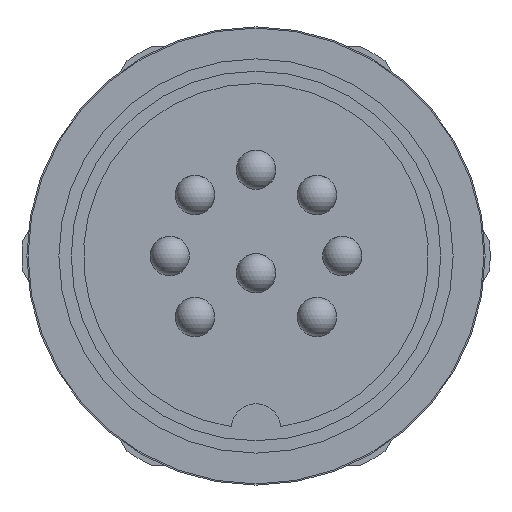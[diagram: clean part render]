
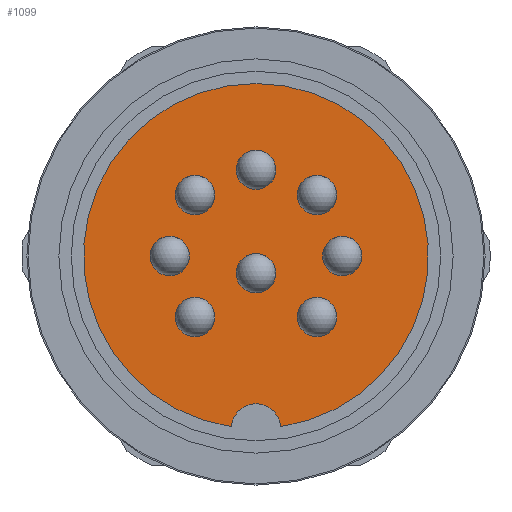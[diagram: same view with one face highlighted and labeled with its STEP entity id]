
A CAD part, front view. The second image highlights one B-rep face of the part: STEP entity #1099.
In plain terms, the highlighted planar face has unit normal (0, -1, 0).
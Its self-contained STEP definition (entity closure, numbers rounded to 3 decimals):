
#597=CARTESIAN_POINT('',(4.3,-22.0,0.));
#598=VERTEX_POINT('',#597);
#607=CARTESIAN_POINT('',(2.7,-22.0,0.));
#608=VERTEX_POINT('',#607);
#609=CARTESIAN_POINT('',(3.5,-22.0,0.0));
#610=DIRECTION('',(0.0,1.0,0.0));
#611=DIRECTION('',(1.0,0.0,0.0));
#612=AXIS2_PLACEMENT_3D('',#609,#610,#611);
#613=CIRCLE('',#612,0.8);
#614=EDGE_CURVE('',#608,#598,#613,.T.);
#639=CARTESIAN_POINT('',(0.8,-22.0,3.5));
#640=VERTEX_POINT('',#639);
#649=CARTESIAN_POINT('',(-0.8,-22.0,3.5));
#650=VERTEX_POINT('',#649);
#651=CARTESIAN_POINT('',(0.0,-22.0,3.5));
#652=DIRECTION('',(0.0,1.0,0.0));
#653=DIRECTION('',(1.0,0.0,0.0));
#654=AXIS2_PLACEMENT_3D('',#651,#652,#653);
#655=CIRCLE('',#654,0.8);
#656=EDGE_CURVE('',#650,#640,#655,.T.);
#681=CARTESIAN_POINT('',(-1.675,-22.0,2.475));
#682=VERTEX_POINT('',#681);
#691=CARTESIAN_POINT('',(-3.275,-22.0,2.475));
#692=VERTEX_POINT('',#691);
#693=CARTESIAN_POINT('',(-2.475,-22.0,2.475));
#694=DIRECTION('',(0.0,1.0,0.0));
#695=DIRECTION('',(1.0,0.0,0.0));
#696=AXIS2_PLACEMENT_3D('',#693,#694,#695);
#697=CIRCLE('',#696,0.8);
#698=EDGE_CURVE('',#692,#682,#697,.T.);
#723=CARTESIAN_POINT('',(-1.675,-22.0,-2.475));
#724=VERTEX_POINT('',#723);
#733=CARTESIAN_POINT('',(-3.275,-22.0,-2.475));
#734=VERTEX_POINT('',#733);
#735=CARTESIAN_POINT('',(-2.475,-22.0,-2.475));
#736=DIRECTION('',(0.0,1.0,0.0));
#737=DIRECTION('',(1.0,0.0,0.0));
#738=AXIS2_PLACEMENT_3D('',#735,#736,#737);
#739=CIRCLE('',#738,0.8);
#740=EDGE_CURVE('',#734,#724,#739,.T.);
#765=CARTESIAN_POINT('',(3.275,-22.0,-2.475));
#766=VERTEX_POINT('',#765);
#775=CARTESIAN_POINT('',(1.675,-22.0,-2.475));
#776=VERTEX_POINT('',#775);
#777=CARTESIAN_POINT('',(2.475,-22.0,-2.475));
#778=DIRECTION('',(0.0,1.0,0.0));
#779=DIRECTION('',(1.0,0.0,0.0));
#780=AXIS2_PLACEMENT_3D('',#777,#778,#779);
#781=CIRCLE('',#780,0.8);
#782=EDGE_CURVE('',#776,#766,#781,.T.);
#807=CARTESIAN_POINT('',(3.275,-22.0,2.475));
#808=VERTEX_POINT('',#807);
#817=CARTESIAN_POINT('',(1.675,-22.0,2.475));
#818=VERTEX_POINT('',#817);
#819=CARTESIAN_POINT('',(2.475,-22.0,2.475));
#820=DIRECTION('',(0.0,1.0,0.0));
#821=DIRECTION('',(1.0,0.0,0.0));
#822=AXIS2_PLACEMENT_3D('',#819,#820,#821);
#823=CIRCLE('',#822,0.8);
#824=EDGE_CURVE('',#818,#808,#823,.T.);
#849=CARTESIAN_POINT('',(-2.7,-22.0,0.));
#850=VERTEX_POINT('',#849);
#859=CARTESIAN_POINT('',(-4.3,-22.0,0.));
#860=VERTEX_POINT('',#859);
#861=CARTESIAN_POINT('',(-3.5,-22.0,0.0));
#862=DIRECTION('',(0.0,1.0,0.0));
#863=DIRECTION('',(1.0,0.0,0.0));
#864=AXIS2_PLACEMENT_3D('',#861,#862,#863);
#865=CIRCLE('',#864,0.8);
#866=EDGE_CURVE('',#860,#850,#865,.T.);
#891=CARTESIAN_POINT('',(0.8,-22.0,-0.7));
#892=VERTEX_POINT('',#891);
#901=CARTESIAN_POINT('',(-0.8,-22.0,-0.7));
#902=VERTEX_POINT('',#901);
#903=CARTESIAN_POINT('',(0.0,-22.0,-0.7));
#904=DIRECTION('',(0.0,1.0,0.0));
#905=DIRECTION('',(1.0,0.0,0.0));
#906=AXIS2_PLACEMENT_3D('',#903,#904,#905);
#907=CIRCLE('',#906,0.8);
#908=EDGE_CURVE('',#902,#892,#907,.T.);
#935=CARTESIAN_POINT('',(0.,-22.0,7.));
#936=VERTEX_POINT('',#935);
#952=CARTESIAN_POINT('',(-0.997,-22.0,-6.929));
#953=VERTEX_POINT('',#952);
#960=CARTESIAN_POINT('',(0.0,-22.0,0.0));
#961=DIRECTION('',(0.0,1.0,0.0));
#962=DIRECTION('',(0.0,0.0,1.0));
#963=AXIS2_PLACEMENT_3D('',#960,#961,#962);
#964=CIRCLE('',#963,7.);
#965=EDGE_CURVE('',#953,#936,#964,.T.);
#984=CARTESIAN_POINT('',(0.997,-22.0,-6.929));
#985=VERTEX_POINT('',#984);
#992=CARTESIAN_POINT('',(0.0,-22.0,-7.));
#993=DIRECTION('',(0.0,1.0,0.0));
#994=DIRECTION('',(-0.997,0.0,0.071));
#995=AXIS2_PLACEMENT_3D('',#992,#993,#994);
#996=CIRCLE('',#995,1.0);
#997=EDGE_CURVE('',#953,#985,#996,.T.);
#1003=CARTESIAN_POINT('',(0.0,-22.0,3.5));
#1004=DIRECTION('',(0.0,-1.0,0.0));
#1005=DIRECTION('',(0.0,0.0,-1.0));
#1006=AXIS2_PLACEMENT_3D('',#1003,#1004,#1005);
#1007=PLANE('',#1006);
#1008=ORIENTED_EDGE('',*,*,#997,.T.);
#1009=CARTESIAN_POINT('',(0.0,-22.0,0.0));
#1010=DIRECTION('',(0.0,1.0,0.0));
#1011=DIRECTION('',(0.0,0.0,1.0));
#1012=AXIS2_PLACEMENT_3D('',#1009,#1010,#1011);
#1013=CIRCLE('',#1012,7.);
#1014=EDGE_CURVE('',#936,#985,#1013,.T.);
#1015=ORIENTED_EDGE('',*,*,#1014,.F.);
#1016=ORIENTED_EDGE('',*,*,#965,.F.);
#1017=EDGE_LOOP('',(#1008,#1015,#1016));
#1018=FACE_OUTER_BOUND('',#1017,.T.);
#1019=ORIENTED_EDGE('',*,*,#908,.T.);
#1020=CARTESIAN_POINT('',(0.0,-22.0,-0.7));
#1021=DIRECTION('',(0.0,1.0,0.0));
#1022=DIRECTION('',(1.0,0.0,0.0));
#1023=AXIS2_PLACEMENT_3D('',#1020,#1021,#1022);
#1024=CIRCLE('',#1023,0.8);
#1025=EDGE_CURVE('',#892,#902,#1024,.T.);
#1026=ORIENTED_EDGE('',*,*,#1025,.T.);
#1027=EDGE_LOOP('',(#1019,#1026));
#1028=FACE_BOUND('',#1027,.T.);
#1029=ORIENTED_EDGE('',*,*,#866,.T.);
#1030=CARTESIAN_POINT('',(-3.5,-22.0,0.0));
#1031=DIRECTION('',(0.0,1.0,0.0));
#1032=DIRECTION('',(1.0,0.0,0.0));
#1033=AXIS2_PLACEMENT_3D('',#1030,#1031,#1032);
#1034=CIRCLE('',#1033,0.8);
#1035=EDGE_CURVE('',#850,#860,#1034,.T.);
#1036=ORIENTED_EDGE('',*,*,#1035,.T.);
#1037=EDGE_LOOP('',(#1029,#1036));
#1038=FACE_BOUND('',#1037,.T.);
#1039=ORIENTED_EDGE('',*,*,#824,.T.);
#1040=CARTESIAN_POINT('',(2.475,-22.0,2.475));
#1041=DIRECTION('',(0.0,1.0,0.0));
#1042=DIRECTION('',(1.0,0.0,0.0));
#1043=AXIS2_PLACEMENT_3D('',#1040,#1041,#1042);
#1044=CIRCLE('',#1043,0.8);
#1045=EDGE_CURVE('',#808,#818,#1044,.T.);
#1046=ORIENTED_EDGE('',*,*,#1045,.T.);
#1047=EDGE_LOOP('',(#1039,#1046));
#1048=FACE_BOUND('',#1047,.T.);
#1049=ORIENTED_EDGE('',*,*,#782,.T.);
#1050=CARTESIAN_POINT('',(2.475,-22.0,-2.475));
#1051=DIRECTION('',(0.0,1.0,0.0));
#1052=DIRECTION('',(1.0,0.0,0.0));
#1053=AXIS2_PLACEMENT_3D('',#1050,#1051,#1052);
#1054=CIRCLE('',#1053,0.8);
#1055=EDGE_CURVE('',#766,#776,#1054,.T.);
#1056=ORIENTED_EDGE('',*,*,#1055,.T.);
#1057=EDGE_LOOP('',(#1049,#1056));
#1058=FACE_BOUND('',#1057,.T.);
#1059=ORIENTED_EDGE('',*,*,#740,.T.);
#1060=CARTESIAN_POINT('',(-2.475,-22.0,-2.475));
#1061=DIRECTION('',(0.0,1.0,0.0));
#1062=DIRECTION('',(1.0,0.0,0.0));
#1063=AXIS2_PLACEMENT_3D('',#1060,#1061,#1062);
#1064=CIRCLE('',#1063,0.8);
#1065=EDGE_CURVE('',#724,#734,#1064,.T.);
#1066=ORIENTED_EDGE('',*,*,#1065,.T.);
#1067=EDGE_LOOP('',(#1059,#1066));
#1068=FACE_BOUND('',#1067,.T.);
#1069=ORIENTED_EDGE('',*,*,#698,.T.);
#1070=CARTESIAN_POINT('',(-2.475,-22.0,2.475));
#1071=DIRECTION('',(0.0,1.0,0.0));
#1072=DIRECTION('',(1.0,0.0,0.0));
#1073=AXIS2_PLACEMENT_3D('',#1070,#1071,#1072);
#1074=CIRCLE('',#1073,0.8);
#1075=EDGE_CURVE('',#682,#692,#1074,.T.);
#1076=ORIENTED_EDGE('',*,*,#1075,.T.);
#1077=EDGE_LOOP('',(#1069,#1076));
#1078=FACE_BOUND('',#1077,.T.);
#1079=ORIENTED_EDGE('',*,*,#656,.T.);
#1080=CARTESIAN_POINT('',(0.0,-22.0,3.5));
#1081=DIRECTION('',(0.0,1.0,0.0));
#1082=DIRECTION('',(1.0,0.0,0.0));
#1083=AXIS2_PLACEMENT_3D('',#1080,#1081,#1082);
#1084=CIRCLE('',#1083,0.8);
#1085=EDGE_CURVE('',#640,#650,#1084,.T.);
#1086=ORIENTED_EDGE('',*,*,#1085,.T.);
#1087=EDGE_LOOP('',(#1079,#1086));
#1088=FACE_BOUND('',#1087,.T.);
#1089=ORIENTED_EDGE('',*,*,#614,.T.);
#1090=CARTESIAN_POINT('',(3.5,-22.0,0.0));
#1091=DIRECTION('',(0.0,1.0,0.0));
#1092=DIRECTION('',(1.0,0.0,0.0));
#1093=AXIS2_PLACEMENT_3D('',#1090,#1091,#1092);
#1094=CIRCLE('',#1093,0.8);
#1095=EDGE_CURVE('',#598,#608,#1094,.T.);
#1096=ORIENTED_EDGE('',*,*,#1095,.T.);
#1097=EDGE_LOOP('',(#1089,#1096));
#1098=FACE_BOUND('',#1097,.T.);
#1099=ADVANCED_FACE('',(#1018,#1028,#1038,#1048,#1058,#1068,#1078,#1088,#1098),#1007,.T.);
